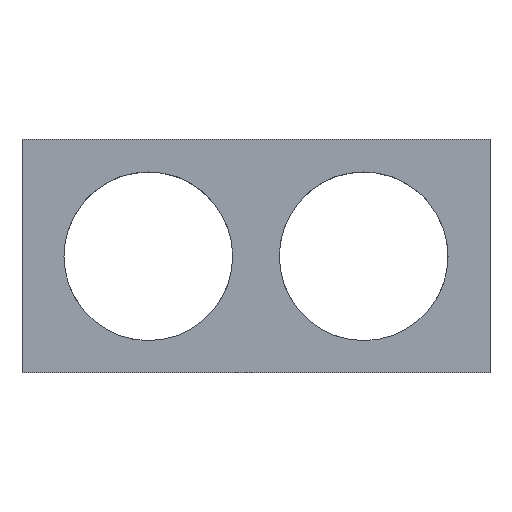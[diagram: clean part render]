
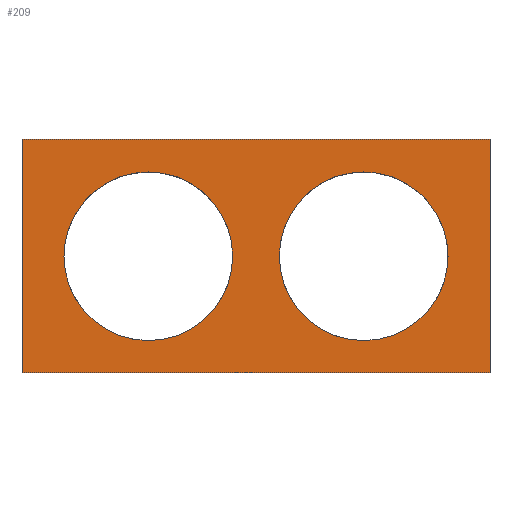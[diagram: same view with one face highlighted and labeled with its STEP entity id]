
A CAD part, top view. The second image highlights one B-rep face of the part: STEP entity #209.
In plain terms, the highlighted planar face has unit normal (0, 0, 1).
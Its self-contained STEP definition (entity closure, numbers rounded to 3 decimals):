
#19=FACE_BOUND('',#86,.T.);
#20=FACE_BOUND('',#87,.T.);
#30=LINE('',#373,#47);
#33=LINE('',#378,#50);
#35=LINE('',#382,#52);
#37=LINE('',#385,#54);
#47=VECTOR('',#278,10.);
#50=VECTOR('',#283,10.);
#52=VECTOR('',#287,10.);
#54=VECTOR('',#291,10.);
#61=PLANE('',#240);
#72=FACE_OUTER_BOUND('',#85,.T.);
#85=EDGE_LOOP('',(#191,#192,#193,#194));
#86=EDGE_LOOP('',(#195));
#87=EDGE_LOOP('',(#196));
#96=CIRCLE('',#233,2.35);
#97=CIRCLE('',#235,2.35);
#110=VERTEX_POINT('',#363);
#111=VERTEX_POINT('',#367);
#112=VERTEX_POINT('',#371);
#113=VERTEX_POINT('',#372);
#114=VERTEX_POINT('',#377);
#115=VERTEX_POINT('',#381);
#132=EDGE_CURVE('',#110,#110,#96,.T.);
#134=EDGE_CURVE('',#111,#111,#97,.T.);
#135=EDGE_CURVE('',#112,#113,#30,.T.);
#138=EDGE_CURVE('',#114,#112,#33,.T.);
#140=EDGE_CURVE('',#115,#114,#35,.T.);
#142=EDGE_CURVE('',#113,#115,#37,.T.);
#191=ORIENTED_EDGE('',*,*,#142,.F.);
#192=ORIENTED_EDGE('',*,*,#135,.F.);
#193=ORIENTED_EDGE('',*,*,#138,.F.);
#194=ORIENTED_EDGE('',*,*,#140,.F.);
#195=ORIENTED_EDGE('',*,*,#134,.F.);
#196=ORIENTED_EDGE('',*,*,#132,.F.);
#209=ADVANCED_FACE('',(#72,#19,#20),#61,.F.);
#233=AXIS2_PLACEMENT_3D('',#365,#269,#270);
#235=AXIS2_PLACEMENT_3D('',#369,#274,#275);
#240=AXIS2_PLACEMENT_3D('',#386,#292,#293);
#269=DIRECTION('center_axis',(0.,0.,
1.));
#270=DIRECTION('ref_axis',(1.,0.,0.));
#274=DIRECTION('center_axis',(0.,0.,
1.));
#275=DIRECTION('ref_axis',(1.,0.,0.));
#278=DIRECTION('',(-1.,0.,0.));
#283=DIRECTION('',(0.,-1.,0.));
#287=DIRECTION('',(1.,0.,0.));
#291=DIRECTION('',(0.,1.,0.));
#292=DIRECTION('center_axis',(0.,0.,-1.));
#293=DIRECTION('ref_axis',(1.,0.,0.));
#363=CARTESIAN_POINT('',(81.646,52.292,0.));
#365=CARTESIAN_POINT('Origin',(83.996,52.292,0.));
#367=CARTESIAN_POINT('',(87.646,52.292,0.));
#369=CARTESIAN_POINT('Origin',(89.996,52.292,0.));
#371=CARTESIAN_POINT('',(93.516,49.042,0.));
#372=CARTESIAN_POINT('',(80.477,49.042,0.));
#373=CARTESIAN_POINT('',(93.516,49.042,0.));
#377=CARTESIAN_POINT('',(93.516,55.558,0.));
#378=CARTESIAN_POINT('',(93.516,55.558,0.));
#381=CARTESIAN_POINT('',(80.477,55.558,0.));
#382=CARTESIAN_POINT('',(80.477,55.558,0.));
#385=CARTESIAN_POINT('',(80.477,49.042,0.));
#386=CARTESIAN_POINT('Origin',(86.996,52.3,0.));
